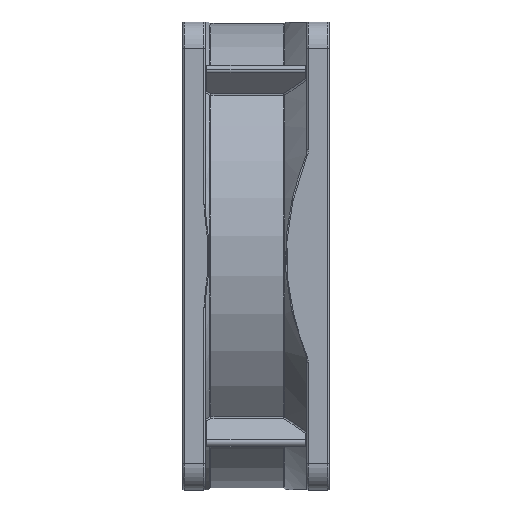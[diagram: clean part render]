
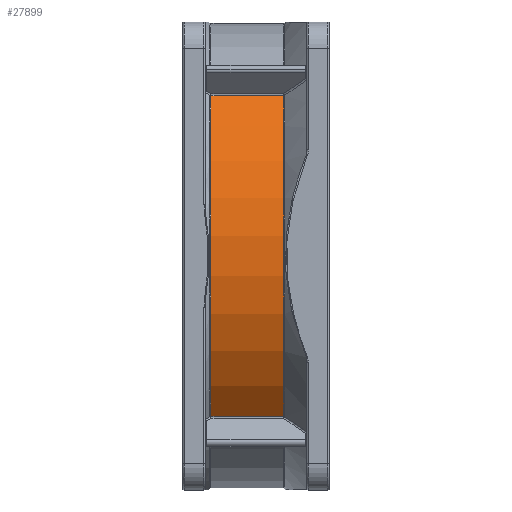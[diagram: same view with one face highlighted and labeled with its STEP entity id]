
A CAD part, left-side view. The second image highlights one B-rep face of the part: STEP entity #27899.
In plain terms, the highlighted cylindrical face has radius 39.75 mm (diameter 79.5 mm), a partial arc.
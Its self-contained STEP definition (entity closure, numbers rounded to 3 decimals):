
#501 = DIRECTION ( 'NONE',  ( 0., 1., 0. ) ) ;
#1378 = EDGE_CURVE ( 'NONE', #20892, #35390, #19635, .T. ) ;
#1682 = CARTESIAN_POINT ( 'NONE',  ( -28.801, -4.746, 27.396 ) ) ;
#2263 = CIRCLE ( 'NONE', #20539, 39.75 ) ;
#4580 = CARTESIAN_POINT ( 'NONE',  ( -28.801, 7.696, 27.396 ) ) ;
#5568 = AXIS2_PLACEMENT_3D ( 'NONE', #27420, #30615, #30431 ) ;
#5810 = VERTEX_POINT ( 'NONE', #33680 ) ;
#6216 = DIRECTION ( 'NONE',  ( 0., 0., 1. ) ) ;
#6400 = FACE_OUTER_BOUND ( 'NONE', #14562, .T. ) ;
#6535 = DIRECTION ( 'NONE',  ( 0., 1., 0. ) ) ;
#7540 = VECTOR ( 'NONE', #10825, 1000. ) ;
#8002 = EDGE_CURVE ( 'NONE', #35390, #5810, #20995, .T. ) ;
#8549 = DIRECTION ( 'NONE',  ( 0., 1., 0. ) ) ;
#9553 = EDGE_CURVE ( 'NONE', #26004, #20892, #2263, .T. ) ;
#10825 = DIRECTION ( 'NONE',  ( 0., -1., 0. ) ) ;
#13212 = ORIENTED_EDGE ( 'NONE', *, *, #8002, .T. ) ;
#14108 = CARTESIAN_POINT ( 'NONE',  ( -28.801, -4.746, -27.396 ) ) ;
#14562 = EDGE_LOOP ( 'NONE', ( #25690, #13212, #17596, #14825 ) ) ;
#14825 = ORIENTED_EDGE ( 'NONE', *, *, #9553, .T. ) ;
#16763 = EDGE_CURVE ( 'NONE', #5810, #26004, #35179, .T. ) ;
#17596 = ORIENTED_EDGE ( 'NONE', *, *, #16763, .T. ) ;
#19635 = LINE ( 'NONE', #30881, #28902 ) ;
#20539 = AXIS2_PLACEMENT_3D ( 'NONE', #22286, #6535, #31029 ) ;
#20892 = VERTEX_POINT ( 'NONE', #1682 ) ;
#20995 = CIRCLE ( 'NONE', #5568, 39.75 ) ;
#22286 = CARTESIAN_POINT ( 'NONE',  ( 0., -4.746, 0. ) ) ;
#22848 = CARTESIAN_POINT ( 'NONE',  ( 0., 8.5, 0. ) ) ;
#24441 = CARTESIAN_POINT ( 'NONE',  ( -28.801, 8.5, -27.396 ) ) ;
#25690 = ORIENTED_EDGE ( 'NONE', *, *, #1378, .T. ) ;
#25732 = AXIS2_PLACEMENT_3D ( 'NONE', #22848, #501, #6216 ) ;
#26004 = VERTEX_POINT ( 'NONE', #14108 ) ;
#27420 = CARTESIAN_POINT ( 'NONE',  ( 0., 7.696, 0. ) ) ;
#27899 = ADVANCED_FACE ( 'NONE', ( #6400 ), #33410, .T. ) ;
#28902 = VECTOR ( 'NONE', #8549, 1000. ) ;
#30431 = DIRECTION ( 'NONE',  ( 0., 0., 1. ) ) ;
#30615 = DIRECTION ( 'NONE',  ( 0., -1., 0. ) ) ;
#30881 = CARTESIAN_POINT ( 'NONE',  ( -28.801, 8.5, 27.396 ) ) ;
#31029 = DIRECTION ( 'NONE',  ( 0., 0., 1. ) ) ;
#33410 = CYLINDRICAL_SURFACE ( 'NONE', #25732, 39.75 ) ;
#33680 = CARTESIAN_POINT ( 'NONE',  ( -28.801, 7.696, -27.396 ) ) ;
#35179 = LINE ( 'NONE', #24441, #7540 ) ;
#35390 = VERTEX_POINT ( 'NONE', #4580 ) ;
